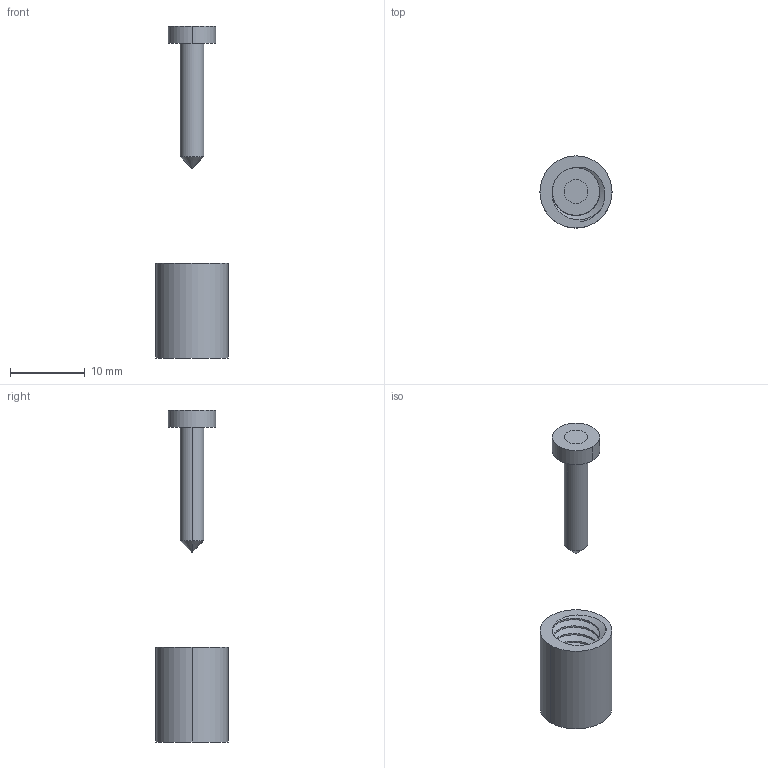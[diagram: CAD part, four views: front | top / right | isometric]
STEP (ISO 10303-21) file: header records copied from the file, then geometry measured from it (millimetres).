
FILE_DESCRIPTION((''),'2;1');
FILE_NAME('214678_ASM','2019-10-14T10:50:30',('pdmadmin'),('BANNER ENGINEERING'),'CREO PARAMETRIC BY PTC INC, 2018300','CREO PARAMETRIC BY PTC INC, 2018300','');
FILE_SCHEMA(('CONFIG_CONTROL_DESIGN'));
Length unit declared in the file: inch
Products named in the file (6): 23212_FERRULE; STAINLESS_COLLAR_23212; GLASS_ROD_23212; 23121_ROD_ASSEM_ASM; 23212_ASM; 214678_ASM
Assembly tree (5 placements, depth 4):
  214678_ASM
    23212_ASM
      23212_FERRULE
      23121_ROD_ASSEM_ASM
        STAINLESS_COLLAR_23212
        GLASS_ROD_23212
Bounding box: 9.65 x 9.65 x 44.45 mm (x, y, z)
Volume: 672 mm3; surface area: 1294.7 mm2
Topology: 3 solids, 3 shells, 45 faces, 108 edges, 70 vertices
Faces by surface type: cylinder 28, plane 8, bspline 7, cone 2
Entity records: 3933 total; most frequent: CARTESIAN_POINT 2801, ORIENTED_EDGE 216, DIRECTION 191, EDGE_CURVE 108, AXIS2_PLACEMENT_3D 77, VERTEX_POINT 70, EDGE_LOOP 50, B_SPLINE_CURVE_WITH_KNOTS 47
